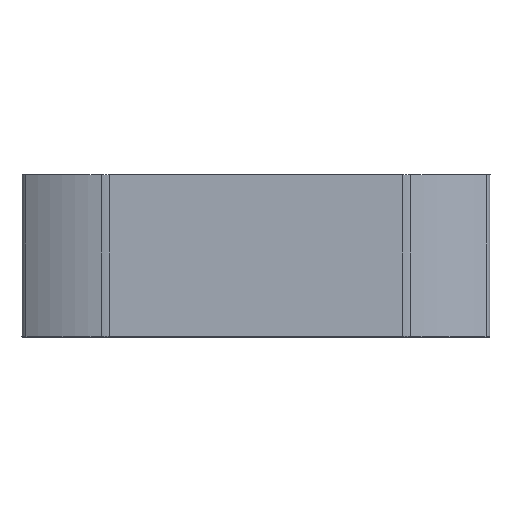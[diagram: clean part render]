
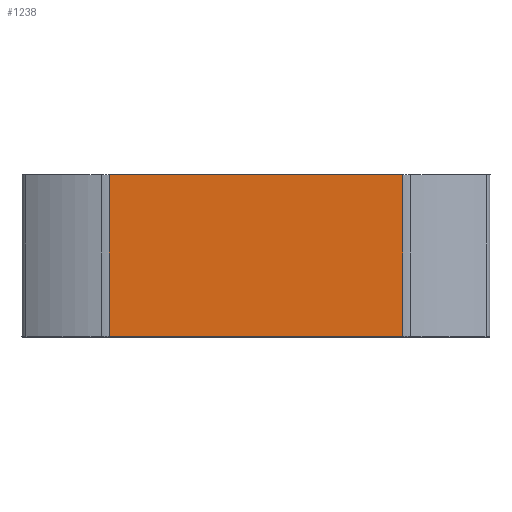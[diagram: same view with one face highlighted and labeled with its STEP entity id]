
A CAD part, top view. The second image highlights one B-rep face of the part: STEP entity #1238.
In plain terms, the highlighted planar face has unit normal (0, 0, 1).
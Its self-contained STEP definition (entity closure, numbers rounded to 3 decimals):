
#493=DIRECTION('',(0.,-1.,0.));
#494=VECTOR('',#493,35.);
#495=CARTESIAN_POINT('',(546.179,215.116,129.504));
#496=LINE('',#495,#494);
#501=DIRECTION('',(1.,0.,0.));
#502=VECTOR('',#501,63.367);
#503=CARTESIAN_POINT('',(482.812,180.116,129.504));
#504=LINE('',#503,#502);
#505=DIRECTION('',(-1.,0.,0.));
#506=VECTOR('',#505,63.367);
#507=CARTESIAN_POINT('',(546.179,215.116,129.504));
#508=LINE('',#507,#506);
#509=DIRECTION('',(0.,1.,0.));
#510=VECTOR('',#509,35.);
#511=CARTESIAN_POINT('',(482.812,180.116,129.504));
#512=LINE('',#511,#510);
#747=CARTESIAN_POINT('',(482.812,180.116,129.504));
#749=VERTEX_POINT('',#747);
#763=CARTESIAN_POINT('',(546.179,180.116,129.504));
#764=VERTEX_POINT('',#763);
#765=CARTESIAN_POINT('',(482.812,215.116,129.504));
#766=VERTEX_POINT('',#765);
#775=CARTESIAN_POINT('',(546.179,215.116,129.504));
#776=VERTEX_POINT('',#775);
#1226=CARTESIAN_POINT('',(482.812,215.116,129.504));
#1227=DIRECTION('',(0.,0.,1.));
#1228=DIRECTION('',(0.,-1.,0.));
#1229=AXIS2_PLACEMENT_3D('',#1226,#1227,#1228);
#1230=PLANE('',#1229);
#1231=ORIENTED_EDGE('',*,*,#857,.F.);
#1233=ORIENTED_EDGE('',*,*,#1232,.T.);
#1234=ORIENTED_EDGE('',*,*,#974,.F.);
#1235=ORIENTED_EDGE('',*,*,#1217,.T.);
#1236=EDGE_LOOP('',(#1231,#1233,#1234,#1235));
#1237=FACE_OUTER_BOUND('',#1236,.F.);
#857=EDGE_CURVE('',#749,#764,#504,.T.);
#974=EDGE_CURVE('',#776,#766,#508,.T.);
#1217=EDGE_CURVE('',#776,#764,#496,.T.);
#1232=EDGE_CURVE('',#749,#766,#512,.T.);
#1238=ADVANCED_FACE('',(#1237),#1230,.T.);
